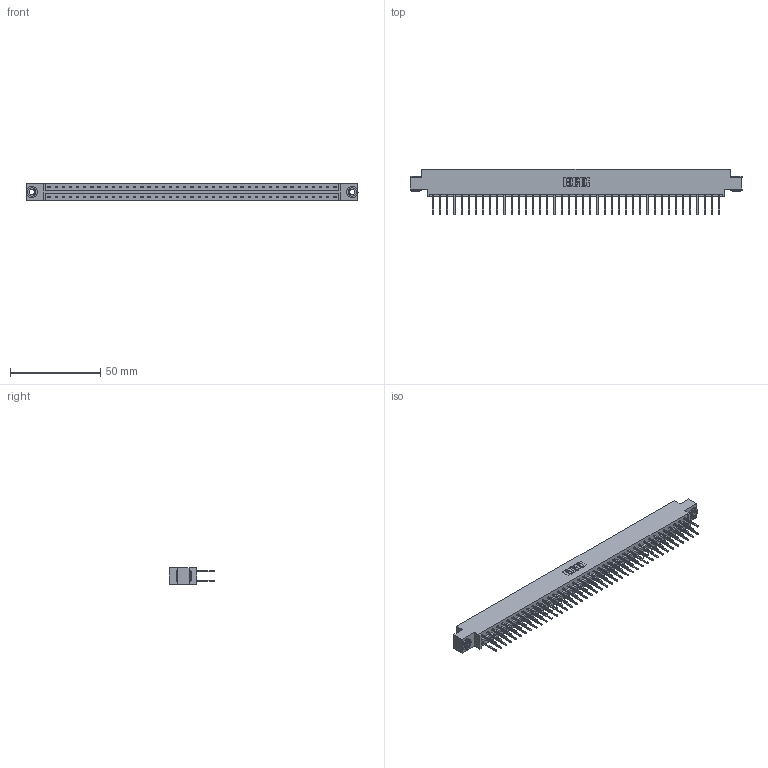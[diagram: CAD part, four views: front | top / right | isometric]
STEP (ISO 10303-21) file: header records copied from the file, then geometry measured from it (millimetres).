
FILE_DESCRIPTION (( 'STEP AP203' ), '1' );
FILE_NAME ('333-082-523-803.STEP', '2018-08-05T02:48:52', ( '' ), ( '' ), 'SwSTEP 2.0', 'SolidWorks 2016', '' );
FILE_SCHEMA (( 'CONFIG_CONTROL_DESIGN' ));
Length unit declared in the file: inch
Products named in the file (4): 333-082-523-803; 333 Part_Offset - .156 Dia - TH; 345-292-001_345-293-123; 345-250-002_345-250-002-102
Assembly tree (85 placements, depth 2):
  333-082-523-803
    333 Part_Offset - .156 Dia - TH
    345-292-001_345-293-123  x82
    345-250-002_345-250-002-102  x2
Bounding box: 184 x 25.15 x 9.4 mm (x, y, z)
Volume: 18735.4 mm3; surface area: 23376.4 mm2
Topology: 85 solids, 85 shells, 4420 faces, 13109 edges, 8626 vertices
Faces by surface type: plane 3036, cylinder 1376, cone 8
Entity records: 27306 total; most frequent: CARTESIAN_POINT 4505, ORIENTED_EDGE 4434, DIRECTION 3883, EDGE_CURVE 2217, VECTOR 2065, LINE 2065, VERTEX_POINT 1474, AXIS2_PLACEMENT_3D 909
